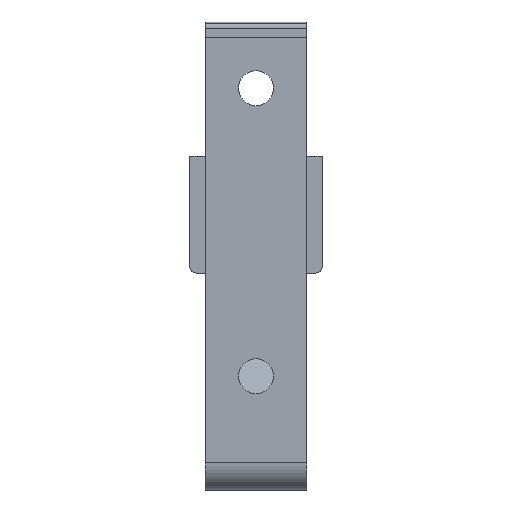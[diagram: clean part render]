
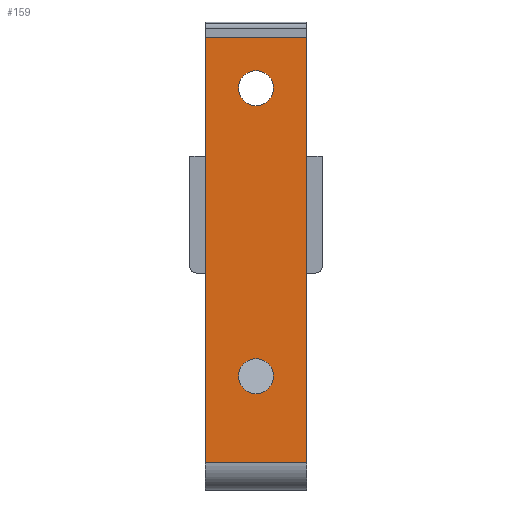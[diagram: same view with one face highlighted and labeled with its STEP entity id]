
A CAD part, left-side view. The second image highlights one B-rep face of the part: STEP entity #159.
In plain terms, the highlighted planar face has unit normal (-1, 0, 0).
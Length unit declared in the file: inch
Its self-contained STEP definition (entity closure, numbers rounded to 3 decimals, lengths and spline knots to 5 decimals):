
#159=ADVANCED_FACE('',(#335,#336,#337),#338,.T.);
#335=FACE_BOUND('',#630,.T.);
#336=FACE_BOUND('',#631,.T.);
#337=FACE_OUTER_BOUND('',#632,.T.);
#338=PLANE('',#633);
#630=EDGE_LOOP('',(#1012,#1013,#1014,#1015));
#631=EDGE_LOOP('',(#1016,#1017,#1018,#1019));
#632=EDGE_LOOP('',(#1020,#1021,#1022,#1023));
#633=AXIS2_PLACEMENT_3D('',#1024,#1025,#1026);
#1012=ORIENTED_EDGE('',*,*,#1402,.T.);
#1013=ORIENTED_EDGE('',*,*,#1377,.T.);
#1014=ORIENTED_EDGE('',*,*,#1263,.T.);
#1015=ORIENTED_EDGE('',*,*,#1374,.T.);
#1016=ORIENTED_EDGE('',*,*,#1343,.T.);
#1017=ORIENTED_EDGE('',*,*,#1411,.T.);
#1018=ORIENTED_EDGE('',*,*,#1404,.T.);
#1019=ORIENTED_EDGE('',*,*,#1359,.T.);
#1020=ORIENTED_EDGE('',*,*,#1412,.T.);
#1021=ORIENTED_EDGE('',*,*,#1413,.F.);
#1022=ORIENTED_EDGE('',*,*,#1395,.T.);
#1023=ORIENTED_EDGE('',*,*,#1414,.T.);
#1024=CARTESIAN_POINT('',(-0.4375,1.625,3.85182));
#1025=DIRECTION('',(-1.0,0.0,0.0));
#1026=DIRECTION('',(0.0,0.0,-1.0));
#1263=EDGE_CURVE('',#1496,#1494,#1497,.T.);
#1343=EDGE_CURVE('',#1632,#1630,#1633,.T.);
#1359=EDGE_CURVE('',#1657,#1632,#1658,.T.);
#1374=EDGE_CURVE('',#1494,#1679,#1681,.T.);
#1377=EDGE_CURVE('',#1685,#1496,#1686,.T.);
#1395=EDGE_CURVE('',#1710,#1708,#1711,.T.);
#1402=EDGE_CURVE('',#1679,#1685,#1718,.T.);
#1404=EDGE_CURVE('',#1720,#1657,#1721,.T.);
#1411=EDGE_CURVE('',#1630,#1720,#1730,.T.);
#1412=EDGE_CURVE('',#1731,#1732,#1733,.T.);
#1413=EDGE_CURVE('',#1710,#1732,#1734,.T.);
#1414=EDGE_CURVE('',#1708,#1731,#1735,.T.);
#1494=VERTEX_POINT('',#1843);
#1496=VERTEX_POINT('',#1846);
#1497=B_SPLINE_CURVE_WITH_KNOTS('',3,(#1847,#1848,#1849,#1850),.UNSPECIFIED.,.F.,.F.,(4,4),(0.0,1.0),.UNSPECIFIED.);
#1630=VERTEX_POINT('',#2065);
#1632=VERTEX_POINT('',#2068);
#1633=B_SPLINE_CURVE_WITH_KNOTS('',3,(#2069,#2070,#2071,#2072),.UNSPECIFIED.,.F.,.F.,(4,4),(0.0,1.0),.UNSPECIFIED.);
#1657=VERTEX_POINT('',#2106);
#1658=B_SPLINE_CURVE_WITH_KNOTS('',3,(#2107,#2108,#2109,#2110),.UNSPECIFIED.,.F.,.F.,(4,4),(0.0,1.0),.UNSPECIFIED.);
#1679=VERTEX_POINT('',#2140);
#1681=B_SPLINE_CURVE_WITH_KNOTS('',3,(#2143,#2144,#2145,#2146),.UNSPECIFIED.,.F.,.F.,(4,4),(0.0,1.0),.UNSPECIFIED.);
#1685=VERTEX_POINT('',#2153);
#1686=B_SPLINE_CURVE_WITH_KNOTS('',3,(#2154,#2155,#2156,#2157),.UNSPECIFIED.,.F.,.F.,(4,4),(0.0,1.0),.UNSPECIFIED.);
#1708=VERTEX_POINT('',#2194);
#1710=VERTEX_POINT('',#2199);
#1711=LINE('',#2200,#2201);
#1718=B_SPLINE_CURVE_WITH_KNOTS('',3,(#2212,#2213,#2214,#2215),.UNSPECIFIED.,.F.,.F.,(4,4),(0.0,1.0),.UNSPECIFIED.);
#1720=VERTEX_POINT('',#2217);
#1721=B_SPLINE_CURVE_WITH_KNOTS('',3,(#2218,#2219,#2220,#2221),.UNSPECIFIED.,.F.,.F.,(4,4),(0.0,1.0),.UNSPECIFIED.);
#1730=B_SPLINE_CURVE_WITH_KNOTS('',3,(#2234,#2235,#2236,#2237),.UNSPECIFIED.,.F.,.F.,(4,4),(0.0,1.0),.UNSPECIFIED.);
#1731=VERTEX_POINT('',#2238);
#1732=VERTEX_POINT('',#2239);
#1733=LINE('',#2240,#2241);
#1734=LINE('',#2242,#2243);
#1735=LINE('',#2244,#2245);
#1843=CARTESIAN_POINT('',(-0.4375,0.8125,6.17238));
#1846=CARTESIAN_POINT('',(-0.4375,0.53125,6.45363));
#1847=CARTESIAN_POINT('',(-0.4375,0.53125,6.45363));
#1848=CARTESIAN_POINT('',(-0.4375,0.53125,6.29831));
#1849=CARTESIAN_POINT('',(-0.4375,0.65717,6.17238));
#1850=CARTESIAN_POINT('',(-0.4375,0.8125,6.17238));
#2065=CARTESIAN_POINT('',(-0.4375,0.8125,2.10989));
#2068=CARTESIAN_POINT('',(-0.4375,1.09375,1.82864));
#2069=CARTESIAN_POINT('',(-0.4375,1.09375,1.82864));
#2070=CARTESIAN_POINT('',(-0.4375,1.09375,1.98397));
#2071=CARTESIAN_POINT('',(-0.4375,0.96783,2.10989));
#2072=CARTESIAN_POINT('',(-0.4375,0.8125,2.10989));
#2106=CARTESIAN_POINT('',(-0.4375,0.8125,1.54739));
#2107=CARTESIAN_POINT('',(-0.4375,0.8125,1.54739));
#2108=CARTESIAN_POINT('',(-0.4375,0.96783,1.54739));
#2109=CARTESIAN_POINT('',(-0.4375,1.09375,1.67331));
#2110=CARTESIAN_POINT('',(-0.4375,1.09375,1.82864));
#2140=CARTESIAN_POINT('',(-0.4375,1.09375,6.45363));
#2143=CARTESIAN_POINT('',(-0.4375,0.8125,6.17238));
#2144=CARTESIAN_POINT('',(-0.4375,0.96783,6.17238));
#2145=CARTESIAN_POINT('',(-0.4375,1.09375,6.29831));
#2146=CARTESIAN_POINT('',(-0.4375,1.09375,6.45363));
#2153=CARTESIAN_POINT('',(-0.4375,0.8125,6.73488));
#2154=CARTESIAN_POINT('',(-0.4375,0.8125,6.73488));
#2155=CARTESIAN_POINT('',(-0.4375,0.65717,6.73488));
#2156=CARTESIAN_POINT('',(-0.4375,0.53125,6.60896));
#2157=CARTESIAN_POINT('',(-0.4375,0.53125,6.45363));
#2194=CARTESIAN_POINT('',(-0.4375,1.625,0.4375));
#2199=CARTESIAN_POINT('',(-0.4375,1.625,7.26613));
#2200=CARTESIAN_POINT('',(-0.4375,1.625,7.26613));
#2201=VECTOR('',#2469,1.0);
#2212=CARTESIAN_POINT('',(-0.4375,1.09375,6.45363));
#2213=CARTESIAN_POINT('',(-0.4375,1.09375,6.60896));
#2214=CARTESIAN_POINT('',(-0.4375,0.96783,6.73488));
#2215=CARTESIAN_POINT('',(-0.4375,0.8125,6.73488));
#2217=CARTESIAN_POINT('',(-0.4375,0.53125,1.82864));
#2218=CARTESIAN_POINT('',(-0.4375,0.53125,1.82864));
#2219=CARTESIAN_POINT('',(-0.4375,0.53125,1.67331));
#2220=CARTESIAN_POINT('',(-0.4375,0.65717,1.54739));
#2221=CARTESIAN_POINT('',(-0.4375,0.8125,1.54739));
#2234=CARTESIAN_POINT('',(-0.4375,0.8125,2.10989));
#2235=CARTESIAN_POINT('',(-0.4375,0.65717,2.10989));
#2236=CARTESIAN_POINT('',(-0.4375,0.53125,1.98397));
#2237=CARTESIAN_POINT('',(-0.4375,0.53125,1.82864));
#2238=CARTESIAN_POINT('',(-0.4375,0.,0.4375));
#2239=CARTESIAN_POINT('',(-0.4375,0.,7.26613));
#2240=CARTESIAN_POINT('',(-0.4375,0.,7.26613));
#2241=VECTOR('',#2481,1.0);
#2242=CARTESIAN_POINT('',(-0.4375,1.625,7.26613));
#2243=VECTOR('',#2482,1.0);
#2244=CARTESIAN_POINT('',(-0.4375,1.625,0.4375));
#2245=VECTOR('',#2483,1.0);
#2469=DIRECTION('',(0.0,0.0,-1.0));
#2481=DIRECTION('',(0.0,0.0,1.0));
#2482=DIRECTION('',(0.0,-1.0,0.0));
#2483=DIRECTION('',(0.0,-1.0,0.0));
